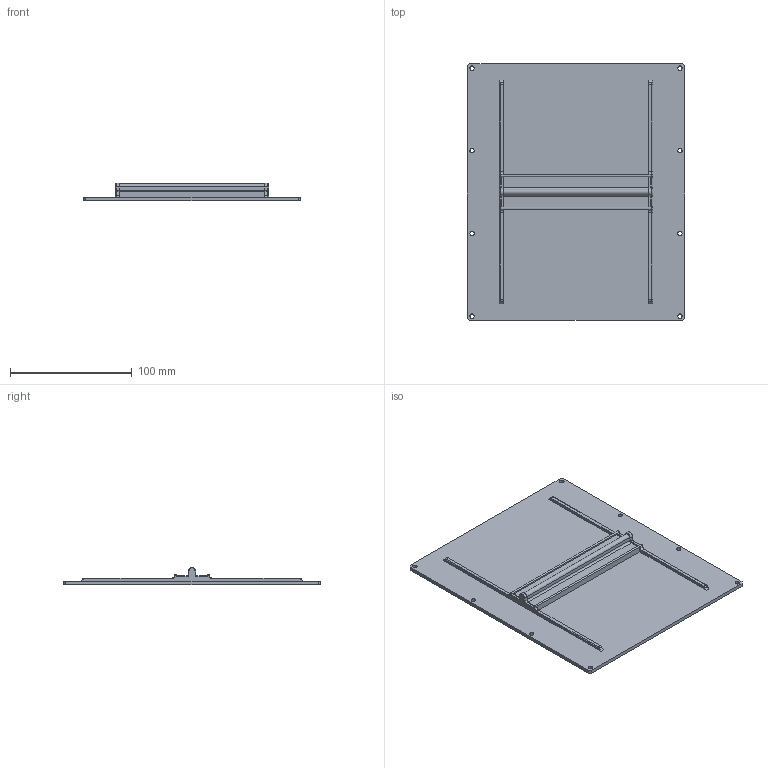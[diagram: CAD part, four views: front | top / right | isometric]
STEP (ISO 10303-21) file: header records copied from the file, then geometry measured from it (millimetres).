
FILE_DESCRIPTION(/* description */ (''),/* implementation_level */ '2;1');
FILE_NAME(/* name */ 'Lid - Spool Roller.step',/* time_stamp */ '2022-08-20T07:48:07-05:00',/* author */ (''),/* organization */ (''),/* preprocessor_version */ 'ST-DEVELOPER v19',/* originating_system */ 'Autodesk Translation Framework v11.7.0.108',/* authorisation */ '');
FILE_SCHEMA (('AUTOMOTIVE_DESIGN { 1 0 10303 214 3 1 1 }'));
Length unit declared in the file: millimetre
Products named in the file (1): Lid - Spool Roller
Bounding box: 178.6 x 211.39 x 14.5 mm (x, y, z)
Volume: 134115 mm3; surface area: 82853.4 mm2
Topology: 1 solids, 1 shells, 123 faces, 318 edges, 198 vertices
Faces by surface type: plane 52, cylinder 49, torus 18, bspline 4
Full cylindrical faces by diameter (mm): 3.6 x8
Entity records: 3989 total; most frequent: CARTESIAN_POINT 846, DIRECTION 680, ORIENTED_EDGE 636, EDGE_CURVE 318, AXIS2_PLACEMENT_3D 246, VERTEX_POINT 198, LINE 188, VECTOR 188
